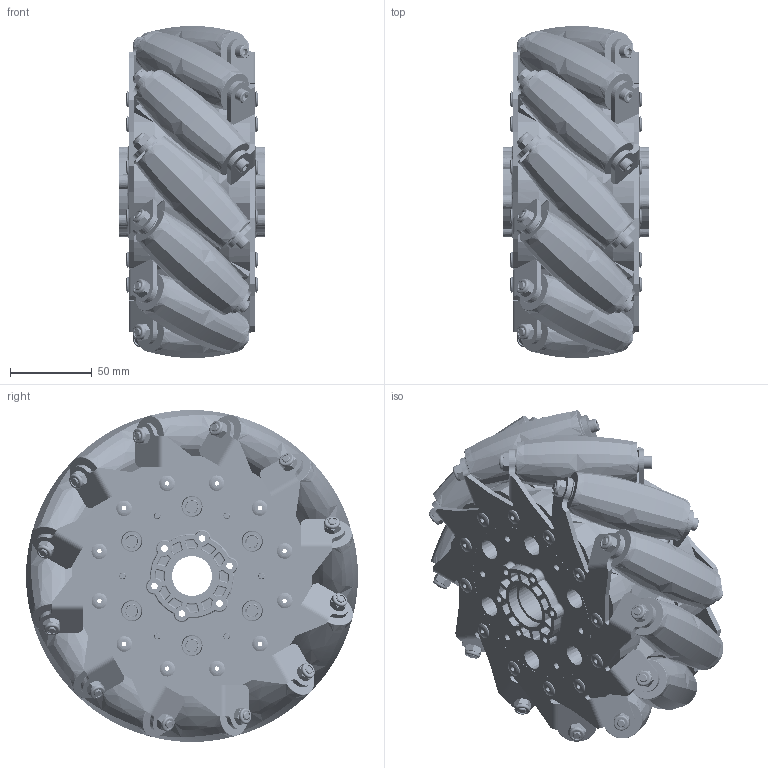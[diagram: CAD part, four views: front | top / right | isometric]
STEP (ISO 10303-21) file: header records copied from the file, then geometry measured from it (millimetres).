
FILE_DESCRIPTION (( 'STEP AP203' ), '1' );
FILE_NAME ('am-3340L - 8in MK Mecanum Left Wheel - Rev1.1.STEP', '2017-11-09T19:01:02', ( '' ), ( '' ), 'SwSTEP 2.0', 'SolidWorks 2017', '' );
FILE_SCHEMA (( 'CONFIG_CONTROL_DESIGN' ));
Length unit declared in the file: inch
Products named in the file (11): Axle tube; 812 roller; 10-32 Nylock Nut; Hub Half; 187 pop rivet; 10-24 Hex Washer Rolling x 1_93882A213; left ring; 10-32x3500_shcs_HX-SHCS 0.19-32x0.375x0.375-C; 812 roller core; am-3340L - 8in MK Mecanum Left Wheel - Rev1.1; 812 roller skin
Assembly tree (79 placements, depth 3):
  am-3340L - 8in MK Mecanum Left Wheel - Rev1.1
    left ring  x2
    812 roller  x12
      812 roller core
      812 roller skin
      Axle tube
    10-32 Nylock Nut  x12
    Hub Half  x2
    187 pop rivet  x24
    10-24 Hex Washer Rolling x 1_93882A213  x12
    10-32x3500_shcs_HX-SHCS 0.19-32x0.375x0.375-C  x12
Bounding box: 88.9 x 203.2 x 203.2 mm (x, y, z)
Volume: 1096126.5 mm3; surface area: 610067.3 mm2
Topology: 100 solids, 100 shells, 7006 faces, 17534 edges, 10846 vertices
Faces by surface type: cylinder 2488, plane 1476, bspline 1132, torus 800, cone 568, sphere 542
Entity records: 80410 total; most frequent: CARTESIAN_POINT 31649, ORIENTED_EDGE 10026, DIRECTION 9404, EDGE_CURVE 5013, AXIS2_PLACEMENT_3D 3919, VERTEX_POINT 3035, EDGE_LOOP 2192, CIRCLE 2064
